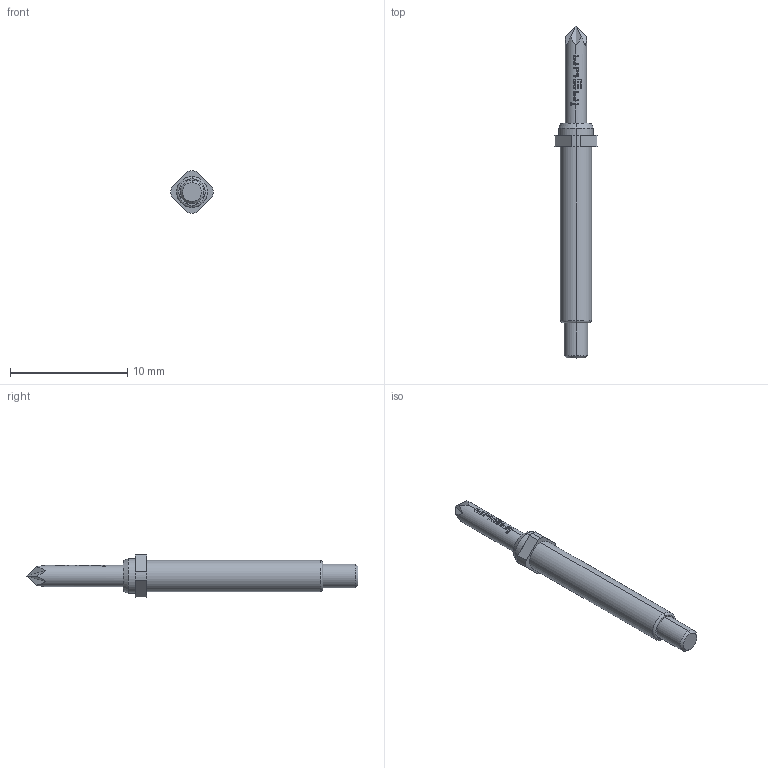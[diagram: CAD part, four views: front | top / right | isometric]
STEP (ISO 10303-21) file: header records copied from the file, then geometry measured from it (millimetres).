
FILE_DESCRIPTION (( 'STEP AP203' ), '1' );
FILE_NAME ('INGUN_GKS-113_217_180_R_xx02_M.STEP', '2022-01-24T09:22:13', ( 'ochi' ), ( '' ), 'SwSTEP 2.0', 'SolidWorks 2018', '' );
FILE_SCHEMA (( 'CONFIG_CONTROL_DESIGN' ));
Length unit declared in the file: millimetre
Products named in the file (1): INGUN_GKS-113_217_180_R_xx02_M
Bounding box: 3.59 x 28.3 x 3.6 mm (x, y, z)
Volume: 126 mm3; surface area: 221.3 mm2
Topology: 1 solids, 1 shells, 121 faces, 325 edges, 211 vertices
Faces by surface type: plane 50, bspline 33, cylinder 32, cone 4, torus 2
Entity records: 4840 total; most frequent: CARTESIAN_POINT 2285, ORIENTED_EDGE 650, EDGE_CURVE 325, DIRECTION 301, B_SPLINE_CURVE_WITH_KNOTS 222, VERTEX_POINT 211, EDGE_LOOP 126, ADVANCED_FACE 121
